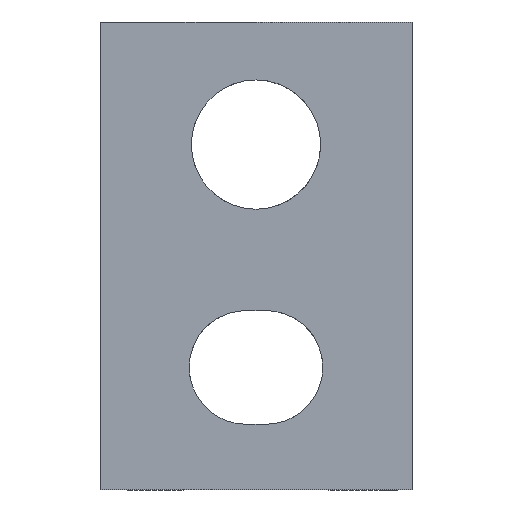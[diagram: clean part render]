
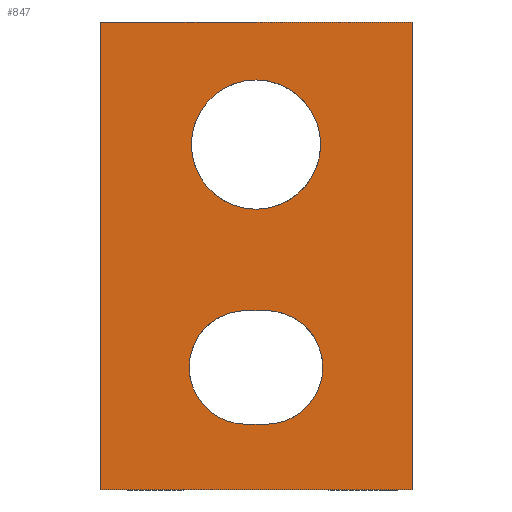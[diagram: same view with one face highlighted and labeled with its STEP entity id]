
A CAD part, left-side view. The second image highlights one B-rep face of the part: STEP entity #847.
In plain terms, the highlighted planar face has unit normal (-1, 0, 0).
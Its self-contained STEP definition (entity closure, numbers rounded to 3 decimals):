
#37 = VECTOR ( 'NONE', #379, 1000. ) ;
#53 = AXIS2_PLACEMENT_3D ( 'NONE', #200, #438, #204 ) ;
#62 = EDGE_CURVE ( 'NONE', #329, #1072, #678, .T. ) ;
#69 = VERTEX_POINT ( 'NONE', #312 ) ;
#76 = ORIENTED_EDGE ( 'NONE', *, *, #967, .T. ) ;
#96 = CARTESIAN_POINT ( 'NONE',  ( 0., 0.45, -5. ) ) ;
#101 = VERTEX_POINT ( 'NONE', #344 ) ;
#105 = CIRCLE ( 'NONE', #696, 2.55 ) ;
#116 = CARTESIAN_POINT ( 'NONE',  ( 0., 7., 10.5 ) ) ;
#120 = CIRCLE ( 'NONE', #53, 2.9 ) ;
#142 = VECTOR ( 'NONE', #144, 1000. ) ;
#144 = DIRECTION ( 'NONE',  ( 0., 1., 0. ) ) ;
#152 = ORIENTED_EDGE ( 'NONE', *, *, #650, .F. ) ;
#153 = VERTEX_POINT ( 'NONE', #247 ) ;
#165 = VERTEX_POINT ( 'NONE', #428 ) ;
#175 = EDGE_CURVE ( 'NONE', #745, #101, #105, .T. ) ;
#200 = CARTESIAN_POINT ( 'NONE',  ( 0., 0., 5. ) ) ;
#204 = DIRECTION ( 'NONE',  ( 0., 0., 1. ) ) ;
#208 = CARTESIAN_POINT ( 'NONE',  ( 0., -0.45, -7.55 ) ) ;
#216 = CARTESIAN_POINT ( 'NONE',  ( 0., -0.45, -7.55 ) ) ;
#229 = LINE ( 'NONE', #216, #142 ) ;
#247 = CARTESIAN_POINT ( 'NONE',  ( 0., -7., 10.5 ) ) ;
#249 = AXIS2_PLACEMENT_3D ( 'NONE', #816, #389, #729 ) ;
#250 = DIRECTION ( 'NONE',  ( 0., -1., 0. ) ) ;
#265 = ORIENTED_EDGE ( 'NONE', *, *, #683, .T. ) ;
#285 = CARTESIAN_POINT ( 'NONE',  ( 0., -7., 10.5 ) ) ;
#312 = CARTESIAN_POINT ( 'NONE',  ( 0., 7., -10.5 ) ) ;
#329 = VERTEX_POINT ( 'NONE', #208 ) ;
#342 = DIRECTION ( 'NONE',  ( 0., 0., 1. ) ) ;
#344 = CARTESIAN_POINT ( 'NONE',  ( 0., 0.45, -7.55 ) ) ;
#352 = AXIS2_PLACEMENT_3D ( 'NONE', #914, #751, #342 ) ;
#354 = LINE ( 'NONE', #285, #1017 ) ;
#368 = EDGE_CURVE ( 'NONE', #329, #101, #229, .T. ) ;
#379 = DIRECTION ( 'NONE',  ( 0., 0., -1. ) ) ;
#389 = DIRECTION ( 'NONE',  ( -1., 0., 0. ) ) ;
#390 = CARTESIAN_POINT ( 'NONE',  ( 0., 7., -10.5 ) ) ;
#403 = DIRECTION ( 'NONE',  ( 0., 1., 0. ) ) ;
#415 = ORIENTED_EDGE ( 'NONE', *, *, #839, .F. ) ;
#421 = CIRCLE ( 'NONE', #352, 2.9 ) ;
#425 = ORIENTED_EDGE ( 'NONE', *, *, #62, .F. ) ;
#428 = CARTESIAN_POINT ( 'NONE',  ( 0., 0., 7.9 ) ) ;
#438 = DIRECTION ( 'NONE',  ( -1., 0., 0. ) ) ;
#463 = FACE_OUTER_BOUND ( 'NONE', #577, .T. ) ;
#464 = VERTEX_POINT ( 'NONE', #465 ) ;
#465 = CARTESIAN_POINT ( 'NONE',  ( 0., 0., 2.1 ) ) ;
#497 = LINE ( 'NONE', #834, #731 ) ;
#516 = EDGE_CURVE ( 'NONE', #165, #464, #421, .T. ) ;
#520 = VECTOR ( 'NONE', #403, 1000. ) ;
#552 = CARTESIAN_POINT ( 'NONE',  ( 0., 7., 10.5 ) ) ;
#562 = VECTOR ( 'NONE', #250, 1000. ) ;
#570 = LINE ( 'NONE', #552, #37 ) ;
#572 = LINE ( 'NONE', #1045, #520 ) ;
#577 = EDGE_LOOP ( 'NONE', ( #265, #152, #900, #76 ) ) ;
#578 = DIRECTION ( 'NONE',  ( 0., 0., 1. ) ) ;
#581 = CARTESIAN_POINT ( 'NONE',  ( 0., 0.45, -2.45 ) ) ;
#587 = DIRECTION ( 'NONE',  ( -1., 0., 0. ) ) ;
#612 = DIRECTION ( 'NONE',  ( 0., 0., -1. ) ) ;
#619 = FACE_BOUND ( 'NONE', #739, .T. ) ;
#622 = ORIENTED_EDGE ( 'NONE', *, *, #368, .T. ) ;
#630 = VERTEX_POINT ( 'NONE', #674 ) ;
#650 = EDGE_CURVE ( 'NONE', #153, #630, #354, .T. ) ;
#674 = CARTESIAN_POINT ( 'NONE',  ( 0., -7., -10.5 ) ) ;
#678 = CIRCLE ( 'NONE', #249, 2.55 ) ;
#683 = EDGE_CURVE ( 'NONE', #69, #630, #791, .T. ) ;
#693 = FACE_BOUND ( 'NONE', #1076, .T. ) ;
#696 = AXIS2_PLACEMENT_3D ( 'NONE', #96, #587, #578 ) ;
#725 = EDGE_CURVE ( 'NONE', #1072, #745, #572, .T. ) ;
#729 = DIRECTION ( 'NONE',  ( 0., 0., 1. ) ) ;
#731 = VECTOR ( 'NONE', #972, 1000. ) ;
#739 = EDGE_LOOP ( 'NONE', ( #879, #924, #425, #622 ) ) ;
#745 = VERTEX_POINT ( 'NONE', #581 ) ;
#751 = DIRECTION ( 'NONE',  ( -1., 0., 0. ) ) ;
#763 = EDGE_CURVE ( 'NONE', #854, #153, #497, .T. ) ;
#770 = CARTESIAN_POINT ( 'NONE',  ( 0., -0.45, -2.45 ) ) ;
#791 = LINE ( 'NONE', #390, #562 ) ;
#795 = ORIENTED_EDGE ( 'NONE', *, *, #516, .F. ) ;
#816 = CARTESIAN_POINT ( 'NONE',  ( 0., -0.45, -5. ) ) ;
#834 = CARTESIAN_POINT ( 'NONE',  ( 0., 7., 10.5 ) ) ;
#839 = EDGE_CURVE ( 'NONE', #464, #165, #120, .T. ) ;
#843 = AXIS2_PLACEMENT_3D ( 'NONE', #116, #862, #961 ) ;
#847 = ADVANCED_FACE ( 'NONE', ( #463, #693, #619 ), #956, .F. ) ;
#854 = VERTEX_POINT ( 'NONE', #1019 ) ;
#862 = DIRECTION ( 'NONE',  ( 1., 0., 0. ) ) ;
#879 = ORIENTED_EDGE ( 'NONE', *, *, #175, .F. ) ;
#900 = ORIENTED_EDGE ( 'NONE', *, *, #763, .F. ) ;
#914 = CARTESIAN_POINT ( 'NONE',  ( 0., 0., 5. ) ) ;
#924 = ORIENTED_EDGE ( 'NONE', *, *, #725, .F. ) ;
#956 = PLANE ( 'NONE',  #843 ) ;
#961 = DIRECTION ( 'NONE',  ( 0., 1., 0. ) ) ;
#967 = EDGE_CURVE ( 'NONE', #854, #69, #570, .T. ) ;
#972 = DIRECTION ( 'NONE',  ( 0., -1., 0. ) ) ;
#1017 = VECTOR ( 'NONE', #612, 1000. ) ;
#1019 = CARTESIAN_POINT ( 'NONE',  ( 0., 7., 10.5 ) ) ;
#1045 = CARTESIAN_POINT ( 'NONE',  ( 0., -0.45, -2.45 ) ) ;
#1072 = VERTEX_POINT ( 'NONE', #770 ) ;
#1076 = EDGE_LOOP ( 'NONE', ( #795, #415 ) ) ;
